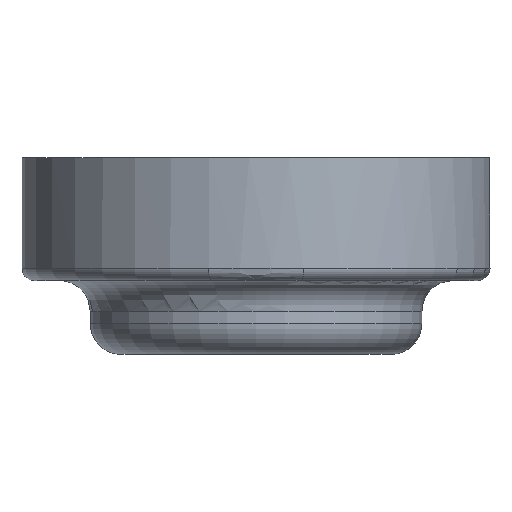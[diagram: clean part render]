
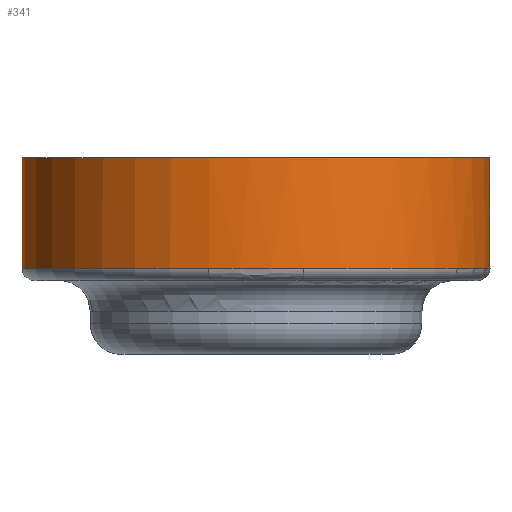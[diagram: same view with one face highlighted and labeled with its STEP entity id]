
A CAD part, left-side view. The second image highlights one B-rep face of the part: STEP entity #341.
In plain terms, the highlighted cylindrical face has radius 3.81 mm (diameter 7.62 mm), a partial arc.
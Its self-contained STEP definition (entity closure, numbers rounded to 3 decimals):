
#40=LINE('',#649,#47);
#41=LINE('',#652,#48);
#47=VECTOR('',#485,10.);
#48=VECTOR('',#488,10.);
#53=CYLINDRICAL_SURFACE('',#401,3.81);
#68=FACE_OUTER_BOUND('',#96,.T.);
#96=EDGE_LOOP('',(#271,#272,#273,#274,#275,#276));
#131=B_SPLINE_CURVE_WITH_KNOTS('',3,(#629,#630,#631,#632),.UNSPECIFIED.,
 .F.,.F.,(4,4),(-0.148,0.),.UNSPECIFIED.);
#140=CIRCLE('',#390,3.81);
#143=CIRCLE('',#394,3.81);
#148=CIRCLE('',#402,3.81);
#167=VERTEX_POINT('',#574);
#171=VERTEX_POINT('',#596);
#173=VERTEX_POINT('',#602);
#175=VERTEX_POINT('',#627);
#178=VERTEX_POINT('',#648);
#179=VERTEX_POINT('',#650);
#206=EDGE_CURVE('',#173,#171,#140,.T.);
#209=EDGE_CURVE('',#175,#173,#131,.T.);
#211=EDGE_CURVE('',#167,#175,#143,.T.);
#216=EDGE_CURVE('',#167,#178,#40,.T.);
#217=EDGE_CURVE('',#179,#178,#148,.T.);
#218=EDGE_CURVE('',#171,#179,#41,.T.);
#271=ORIENTED_EDGE('',*,*,#206,.F.);
#272=ORIENTED_EDGE('',*,*,#209,.F.);
#273=ORIENTED_EDGE('',*,*,#211,.F.);
#274=ORIENTED_EDGE('',*,*,#216,.T.);
#275=ORIENTED_EDGE('',*,*,#217,.F.);
#276=ORIENTED_EDGE('',*,*,#218,.F.);
#341=ADVANCED_FACE('',(#68),#53,.T.);
#390=AXIS2_PLACEMENT_3D('',#604,#461,#462);
#394=AXIS2_PLACEMENT_3D('',#638,#469,#470);
#401=AXIS2_PLACEMENT_3D('',#647,#483,#484);
#402=AXIS2_PLACEMENT_3D('',#651,#486,#487);
#461=DIRECTION('center_axis',(0.,0.,-1.));
#462=DIRECTION('ref_axis',(-0.952,-0.307,0.));
#469=DIRECTION('center_axis',(0.,0.,-1.));
#470=DIRECTION('ref_axis',(-0.952,-0.307,0.));
#483=DIRECTION('center_axis',(0.,0.,1.));
#484=DIRECTION('ref_axis',(0.,1.,0.));
#485=DIRECTION('',(0.,0.,1.));
#486=DIRECTION('center_axis',(0.,0.,1.));
#487=DIRECTION('ref_axis',(0.,1.,0.));
#488=DIRECTION('',(0.,0.,1.));
#574=CARTESIAN_POINT('',(6.037,0.719,0.2));
#596=CARTESIAN_POINT('',(3.81,7.62,0.2));
#602=CARTESIAN_POINT('',(0.079,4.584,0.2));
#604=CARTESIAN_POINT('Origin',(3.81,3.81,0.2));
#627=CARTESIAN_POINT('',(0.079,3.036,0.2));
#629=CARTESIAN_POINT('Ctrl Pts',(0.079,3.036,0.2));
#630=CARTESIAN_POINT('Ctrl Pts',(-0.026,3.545,0.2));
#631=CARTESIAN_POINT('Ctrl Pts',(-0.026,4.075,0.2));
#632=CARTESIAN_POINT('Ctrl Pts',(0.079,4.584,0.2));
#638=CARTESIAN_POINT('Origin',(3.81,3.81,0.2));
#647=CARTESIAN_POINT('Origin',(3.81,3.81,0.));
#648=CARTESIAN_POINT('',(6.037,0.719,2.));
#649=CARTESIAN_POINT('',(6.037,0.719,0.));
#650=CARTESIAN_POINT('',(3.81,7.62,2.));
#651=CARTESIAN_POINT('Origin',(3.81,3.81,2.));
#652=CARTESIAN_POINT('',(3.81,7.62,0.));
